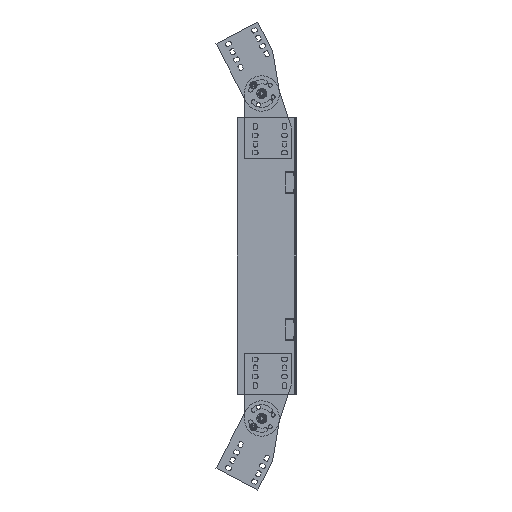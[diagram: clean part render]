
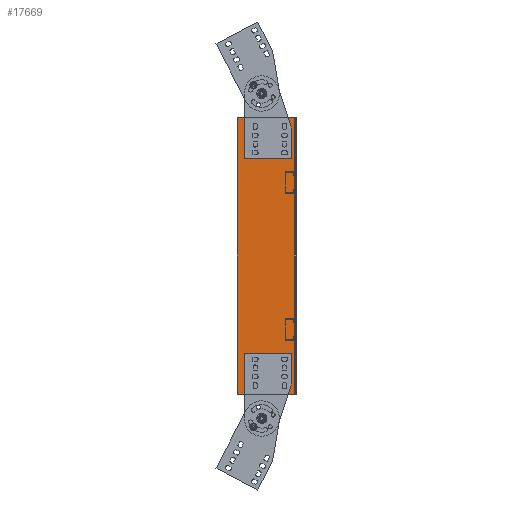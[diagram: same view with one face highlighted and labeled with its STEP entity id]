
A CAD part, left-side view. The second image highlights one B-rep face of the part: STEP entity #17669.
In plain terms, the highlighted planar face has unit normal (-1, 0, 0).
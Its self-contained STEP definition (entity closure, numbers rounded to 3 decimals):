
#1564 = EDGE_CURVE ( 'NONE', #25210, #25242, #11542, .T. ) ;
#1566 = EDGE_CURVE ( 'NONE', #25218, #25217, #11539, .T. ) ;
#1567 = EDGE_CURVE ( 'NONE', #25217, #25186, #11538, .T. ) ;
#1568 = EDGE_CURVE ( 'NONE', #25187, #25186, #11536, .T. ) ;
#1569 = EDGE_CURVE ( 'NONE', #25187, #25178, #11541, .T. ) ;
#1570 = EDGE_CURVE ( 'NONE', #25178, #25176, #11532, .T. ) ;
#1571 = EDGE_CURVE ( 'NONE', #25191, #25176, #11530, .T. ) ;
#1572 = EDGE_CURVE ( 'NONE', #25180, #25191, #11534, .T. ) ;
#1573 = EDGE_CURVE ( 'NONE', #25212, #25180, #11526, .T. ) ;
#1574 = EDGE_CURVE ( 'NONE', #25212, #25153, #11528, .T. ) ;
#1575 = EDGE_CURVE ( 'NONE', #25174, #25153, #11522, .T. ) ;
#1576 = EDGE_CURVE ( 'NONE', #25172, #25174, #11524, .T. ) ;
#1577 = EDGE_CURVE ( 'NONE', #25210, #25172, #11520, .T. ) ;
#1578 = EDGE_CURVE ( 'NONE', #25242, #25218, #11516, .T. ) ;
#3271 = CARTESIAN_POINT ( 'NONE',  ( -484.243, -19.833, 235. ) ) ;
#3288 = CARTESIAN_POINT ( 'NONE',  ( -484.243, -8.434, 235. ) ) ;
#3289 = CARTESIAN_POINT ( 'NONE',  ( -484.243, -13.633, 219. ) ) ;
#3291 = CARTESIAN_POINT ( 'NONE',  ( -484.243, 66.367, -165. ) ) ;
#3293 = CARTESIAN_POINT ( 'NONE',  ( -484.243, -19.833, -235. ) ) ;
#3305 = CARTESIAN_POINT ( 'NONE',  ( -484.243, 78.367, -235. ) ) ;
#3309 = CARTESIAN_POINT ( 'NONE',  ( -484.243, 66.367, 165. ) ) ;
#3310 = CARTESIAN_POINT ( 'NONE',  ( -484.243, -13.633, 165. ) ) ;
#3313 = CARTESIAN_POINT ( 'NONE',  ( -484.243, 66.367, -235. ) ) ;
#3315 = CARTESIAN_POINT ( 'NONE',  ( -484.243, 66.367, 235. ) ) ;
#3317 = CARTESIAN_POINT ( 'NONE',  ( -484.243, 78.367, 235. ) ) ;
#3318 = CARTESIAN_POINT ( 'NONE',  ( -484.243, -13.633, -219. ) ) ;
#3319 = CARTESIAN_POINT ( 'NONE',  ( -484.243, -8.434, -235. ) ) ;
#3333 = CARTESIAN_POINT ( 'NONE',  ( -484.243, -13.633, -165. ) ) ;
#5213 = EDGE_LOOP ( 'NONE', ( #22022, #22021, #22020, #22019, #22018, #22017, #22016, #22015, #22014, #22013, #22012, #22011, #22010, #22009 ) ) ;
#11513 = VECTOR ( 'NONE', #19394, 1000. ) ;
#11515 = VECTOR ( 'NONE', #19396, 1000. ) ;
#11516 = LINE ( 'NONE', #19395, #11513 ) ;
#11517 = VECTOR ( 'NONE', #19398, 1000. ) ;
#11519 = VECTOR ( 'NONE', #19399, 1000. ) ;
#11520 = LINE ( 'NONE', #19404, #11515 ) ;
#11521 = VECTOR ( 'NONE', #19402, 1000. ) ;
#11522 = LINE ( 'NONE', #19401, #11519 ) ;
#11523 = VECTOR ( 'NONE', #19403, 1000. ) ;
#11524 = LINE ( 'NONE', #19408, #11517 ) ;
#11525 = VECTOR ( 'NONE', #19406, 1000. ) ;
#11526 = LINE ( 'NONE', #19405, #11523 ) ;
#11527 = VECTOR ( 'NONE', #19407, 1000. ) ;
#11528 = LINE ( 'NONE', #19414, #11521 ) ;
#11529 = VECTOR ( 'NONE', #19410, 1000. ) ;
#11530 = LINE ( 'NONE', #19409, #11527 ) ;
#11531 = VECTOR ( 'NONE', #19412, 1000. ) ;
#11532 = LINE ( 'NONE', #19411, #11529 ) ;
#11533 = VECTOR ( 'NONE', #19413, 1000. ) ;
#11534 = LINE ( 'NONE', #19422, #11525 ) ;
#11535 = VECTOR ( 'NONE', #19416, 1000. ) ;
#11536 = LINE ( 'NONE', #19415, #11533 ) ;
#11537 = VECTOR ( 'NONE', #19427, 1000. ) ;
#11538 = LINE ( 'NONE', #19417, #11535 ) ;
#11539 = LINE ( 'NONE', #19423, #11537 ) ;
#11540 = VECTOR ( 'NONE', #19440, 1000. ) ;
#11541 = LINE ( 'NONE', #19421, #11531 ) ;
#11542 = LINE ( 'NONE', #19430, #11540 ) ;
#14458 = FACE_OUTER_BOUND ( 'NONE', #5213, .T. ) ;
#15703 = AXIS2_PLACEMENT_3D ( 'NONE', #26066, #26028, #26020 ) ;
#17669 = ADVANCED_FACE ( 'NONE', ( #14458 ), #26035, .F. ) ;
#19394 = DIRECTION ( 'NONE',  ( 0., 1., 0. ) ) ;
#19395 = CARTESIAN_POINT ( 'NONE',  ( -484.243, 78.367, 235. ) ) ;
#19396 = DIRECTION ( 'NONE',  ( 0., 1., 0. ) ) ;
#19398 = DIRECTION ( 'NONE',  ( 0., -0.309, 0.951 ) ) ;
#19399 = DIRECTION ( 'NONE',  ( 0., 0., 1. ) ) ;
#19401 = CARTESIAN_POINT ( 'NONE',  ( -484.243, -13.633, -109.287 ) ) ;
#19402 = DIRECTION ( 'NONE',  ( 0., -1., 0. ) ) ;
#19403 = DIRECTION ( 'NONE',  ( 0., 0., -1. ) ) ;
#19404 = CARTESIAN_POINT ( 'NONE',  ( -484.243, 78.367, -235. ) ) ;
#19405 = CARTESIAN_POINT ( 'NONE',  ( -484.243, 66.367, -109.287 ) ) ;
#19406 = DIRECTION ( 'NONE',  ( 0., 1., 0. ) ) ;
#19407 = DIRECTION ( 'NONE',  ( 0., 0., 1. ) ) ;
#19408 = CARTESIAN_POINT ( 'NONE',  ( -484.243, -42.057, -131.521 ) ) ;
#19409 = CARTESIAN_POINT ( 'NONE',  ( -484.243, 78.367, -235. ) ) ;
#19410 = DIRECTION ( 'NONE',  ( 0., 1., 0. ) ) ;
#19411 = CARTESIAN_POINT ( 'NONE',  ( -484.243, 78.367, 235. ) ) ;
#19412 = DIRECTION ( 'NONE',  ( 0., 0., 1. ) ) ;
#19413 = DIRECTION ( 'NONE',  ( 0., -1., 0. ) ) ;
#19414 = CARTESIAN_POINT ( 'NONE',  ( -484.243, 26.373, -165. ) ) ;
#19415 = CARTESIAN_POINT ( 'NONE',  ( -484.243, 26.373, 165. ) ) ;
#19416 = DIRECTION ( 'NONE',  ( 0., 0., -1. ) ) ;
#19417 = CARTESIAN_POINT ( 'NONE',  ( -484.243, -13.633, 109.287 ) ) ;
#19421 = CARTESIAN_POINT ( 'NONE',  ( -484.243, 66.367, 109.287 ) ) ;
#19422 = CARTESIAN_POINT ( 'NONE',  ( -484.243, 78.367, -235. ) ) ;
#19423 = CARTESIAN_POINT ( 'NONE',  ( -484.243, -42.057, 131.521 ) ) ;
#19427 = DIRECTION ( 'NONE',  ( 0., -0.309, -0.951 ) ) ;
#19430 = CARTESIAN_POINT ( 'NONE',  ( -484.243, -19.833, -235. ) ) ;
#19440 = DIRECTION ( 'NONE',  ( 0., 0., 1. ) ) ;
#22009 = ORIENTED_EDGE ( 'NONE', *, *, #1578, .T. ) ;
#22010 = ORIENTED_EDGE ( 'NONE', *, *, #1564, .T. ) ;
#22011 = ORIENTED_EDGE ( 'NONE', *, *, #1577, .F. ) ;
#22012 = ORIENTED_EDGE ( 'NONE', *, *, #1576, .F. ) ;
#22013 = ORIENTED_EDGE ( 'NONE', *, *, #1575, .F. ) ;
#22014 = ORIENTED_EDGE ( 'NONE', *, *, #1574, .T. ) ;
#22015 = ORIENTED_EDGE ( 'NONE', *, *, #1573, .F. ) ;
#22016 = ORIENTED_EDGE ( 'NONE', *, *, #1572, .F. ) ;
#22017 = ORIENTED_EDGE ( 'NONE', *, *, #1571, .F. ) ;
#22018 = ORIENTED_EDGE ( 'NONE', *, *, #1570, .T. ) ;
#22019 = ORIENTED_EDGE ( 'NONE', *, *, #1569, .T. ) ;
#22020 = ORIENTED_EDGE ( 'NONE', *, *, #1568, .F. ) ;
#22021 = ORIENTED_EDGE ( 'NONE', *, *, #1567, .T. ) ;
#22022 = ORIENTED_EDGE ( 'NONE', *, *, #1566, .T. ) ;
#25153 = VERTEX_POINT ( 'NONE', #3333 ) ;
#25172 = VERTEX_POINT ( 'NONE', #3319 ) ;
#25174 = VERTEX_POINT ( 'NONE', #3318 ) ;
#25176 = VERTEX_POINT ( 'NONE', #3317 ) ;
#25178 = VERTEX_POINT ( 'NONE', #3315 ) ;
#25180 = VERTEX_POINT ( 'NONE', #3313 ) ;
#25186 = VERTEX_POINT ( 'NONE', #3310 ) ;
#25187 = VERTEX_POINT ( 'NONE', #3309 ) ;
#25191 = VERTEX_POINT ( 'NONE', #3305 ) ;
#25210 = VERTEX_POINT ( 'NONE', #3293 ) ;
#25212 = VERTEX_POINT ( 'NONE', #3291 ) ;
#25217 = VERTEX_POINT ( 'NONE', #3289 ) ;
#25218 = VERTEX_POINT ( 'NONE', #3288 ) ;
#25242 = VERTEX_POINT ( 'NONE', #3271 ) ;
#26020 = DIRECTION ( 'NONE',  ( 0., -1., 0. ) ) ;
#26028 = DIRECTION ( 'NONE',  ( 1., 0., 0. ) ) ;
#26035 = PLANE ( 'NONE',  #15703 ) ;
#26066 = CARTESIAN_POINT ( 'NONE',  ( -484.243, 78.367, -235. ) ) ;
